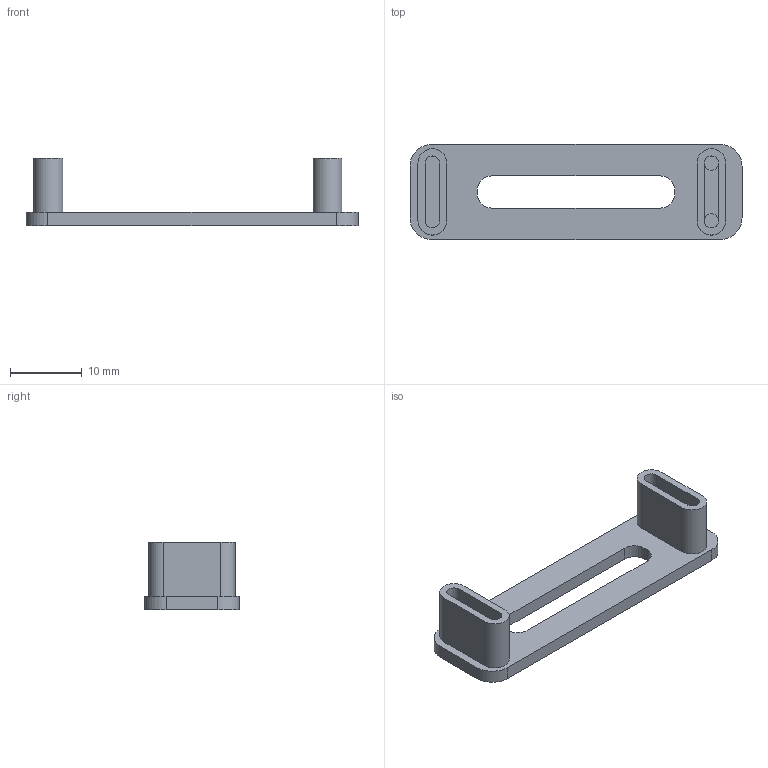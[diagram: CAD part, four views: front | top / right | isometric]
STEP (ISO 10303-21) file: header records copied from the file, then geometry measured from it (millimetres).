
FILE_DESCRIPTION(/* description */ ('Unknown'),/* implementation_level */ '2;1');
FILE_NAME(/* name */ 'BOX_NERDMINER_PIEDISTALLO',/* time_stamp */ '2024-12-16T02:01:40+01:00',/* author */ ('Unknown'),/* organization */ ('Unknown'),/* preprocessor_version */ 'ST-DEVELOPER v18.102',/* originating_system */ 'Solid Edge',/* authorisation */ 'Unknown');
FILE_SCHEMA (('AUTOMOTIVE_DESIGN {1 0 10303 214 3 1 1}'));
Length unit declared in the file: millimetre
Products named in the file (1): BOX_NERDMINER_PIEDISTALLO
Bounding box: 46.15 x 13.22 x 9.38 mm (x, y, z)
Volume: 1262.8 mm3; surface area: 2085.6 mm2
Topology: 1 solids, 1 shells, 40 faces, 100 edges, 66 vertices
Faces by surface type: plane 24, cylinder 16
Full cylindrical faces by diameter (mm): 2 x2
Entity records: 1226 total; most frequent: DIRECTION 214, CARTESIAN_POINT 205, ORIENTED_EDGE 196, EDGE_CURVE 98, AXIS2_PLACEMENT_3D 75, VERTEX_POINT 66, LINE 64, VECTOR 64
